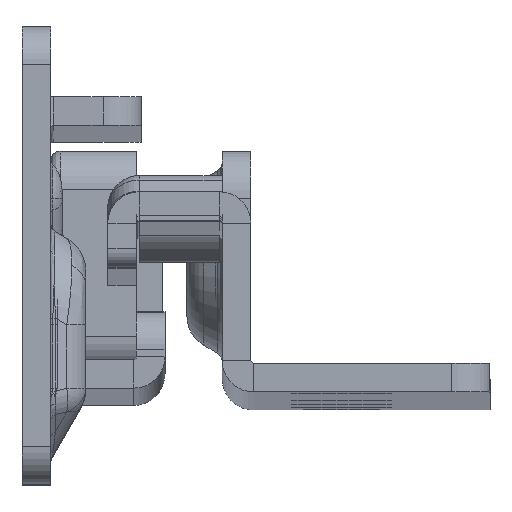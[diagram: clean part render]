
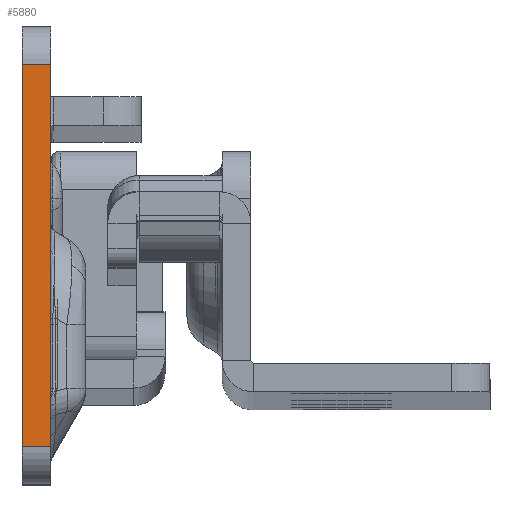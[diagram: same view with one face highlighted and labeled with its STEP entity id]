
A CAD part, top view. The second image highlights one B-rep face of the part: STEP entity #5880.
In plain terms, the highlighted planar face has unit normal (0, 0, 1).
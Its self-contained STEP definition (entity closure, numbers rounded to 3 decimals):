
#248 = ORIENTED_EDGE ( 'NONE', *, *, #6117, .F. ) ;
#1633 = DIRECTION ( 'NONE',  ( 1., 0., 0. ) ) ;
#1952 = ORIENTED_EDGE ( 'NONE', *, *, #3353, .F. ) ;
#2386 = VECTOR ( 'NONE', #14582, 1000. ) ;
#2605 = CARTESIAN_POINT ( 'NONE',  ( -3., -29.094, 0. ) ) ;
#2923 = VERTEX_POINT ( 'NONE', #7907 ) ;
#3183 = AXIS2_PLACEMENT_3D ( 'NONE', #12328, #3956, #16408 ) ;
#3353 = EDGE_CURVE ( 'NONE', #12879, #6260, #9068, .T. ) ;
#3956 = DIRECTION ( 'NONE',  ( 0., 0., 1. ) ) ;
#4128 = LINE ( 'NONE', #2605, #7229 ) ;
#4793 = EDGE_CURVE ( 'NONE', #12879, #2923, #4128, .T. ) ;
#5880 = ADVANCED_FACE ( 'NONE', ( #8147 ), #6780, .T. ) ;
#5977 = LINE ( 'NONE', #7262, #9975 ) ;
#6117 = EDGE_CURVE ( 'NONE', #6260, #6645, #13407, .T. ) ;
#6260 = VERTEX_POINT ( 'NONE', #16905 ) ;
#6354 = CARTESIAN_POINT ( 'NONE',  ( -3., 18.3, 0. ) ) ;
#6496 = CARTESIAN_POINT ( 'NONE',  ( 0., -29.094, 0. ) ) ;
#6645 = VERTEX_POINT ( 'NONE', #15187 ) ;
#6780 = PLANE ( 'NONE',  #3183 ) ;
#7229 = VECTOR ( 'NONE', #8047, 1000. ) ;
#7262 = CARTESIAN_POINT ( 'NONE',  ( -142.194, -21.7, 0. ) ) ;
#7882 = DIRECTION ( 'NONE',  ( 1., 0., 0. ) ) ;
#7907 = CARTESIAN_POINT ( 'NONE',  ( -3., -21.7, 0. ) ) ;
#8012 = EDGE_CURVE ( 'NONE', #2923, #6645, #5977, .T. ) ;
#8047 = DIRECTION ( 'NONE',  ( 0., -1., 0. ) ) ;
#8147 = FACE_OUTER_BOUND ( 'NONE', #15481, .T. ) ;
#8623 = VECTOR ( 'NONE', #7882, 1000. ) ;
#8831 = ORIENTED_EDGE ( 'NONE', *, *, #8012, .T. ) ;
#9068 = LINE ( 'NONE', #6354, #8623 ) ;
#9975 = VECTOR ( 'NONE', #1633, 1000. ) ;
#11005 = CARTESIAN_POINT ( 'NONE',  ( -3., 18.3, 0. ) ) ;
#11958 = ORIENTED_EDGE ( 'NONE', *, *, #4793, .T. ) ;
#12328 = CARTESIAN_POINT ( 'NONE',  ( -3., -29.094, 0. ) ) ;
#12879 = VERTEX_POINT ( 'NONE', #11005 ) ;
#13407 = LINE ( 'NONE', #6496, #2386 ) ;
#14582 = DIRECTION ( 'NONE',  ( 0., -1., 0. ) ) ;
#15187 = CARTESIAN_POINT ( 'NONE',  ( 0., -21.7, 0. ) ) ;
#15481 = EDGE_LOOP ( 'NONE', ( #248, #1952, #11958, #8831 ) ) ;
#16408 = DIRECTION ( 'NONE',  ( 1., 0., 0. ) ) ;
#16905 = CARTESIAN_POINT ( 'NONE',  ( 0., 18.3, 0. ) ) ;
